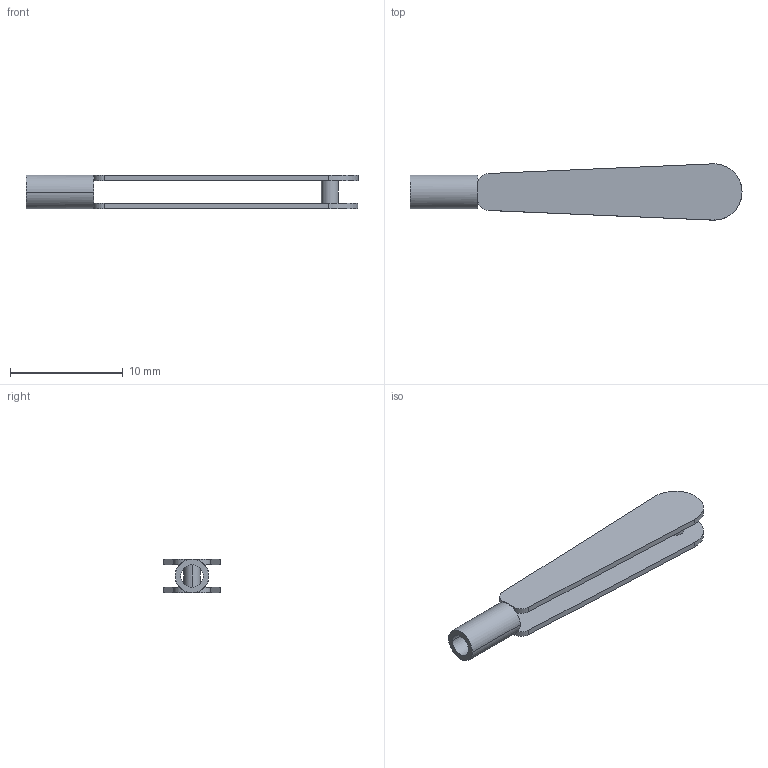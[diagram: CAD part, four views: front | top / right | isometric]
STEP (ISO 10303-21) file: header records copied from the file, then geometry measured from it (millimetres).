
FILE_DESCRIPTION (( 'STEP AP214' ), '1' );
FILE_NAME ('RevoluteRod.STEP', '2025-09-29T07:42:52', ( 'Windows User' ), ( '' ), 'SwSTEP 2.0', 'SolidWorks 2023', '' );
FILE_SCHEMA (( 'AUTOMOTIVE_DESIGN' ));
Length unit declared in the file: millimetre
Products named in the file (1): RevoluteRod
Bounding box: 29.5 x 5 x 3 mm (x, y, z)
Volume: 122.7 mm3; surface area: 540.3 mm2
Topology: 1 solids, 1 shells, 28 faces, 73 edges, 46 vertices
Faces by surface type: plane 15, cylinder 13
Entity records: 1206 total; most frequent: DIRECTION 165, CARTESIAN_POINT 148, ORIENTED_EDGE 146, EDGE_CURVE 73, AXIS2_PLACEMENT_3D 63, VERTEX_POINT 46, VECTOR 39, LINE 39
